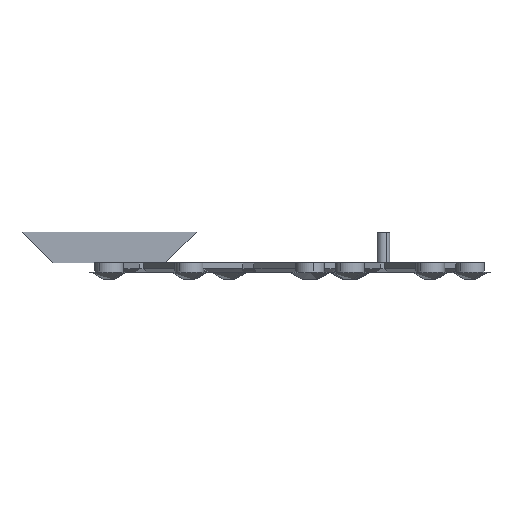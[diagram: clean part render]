
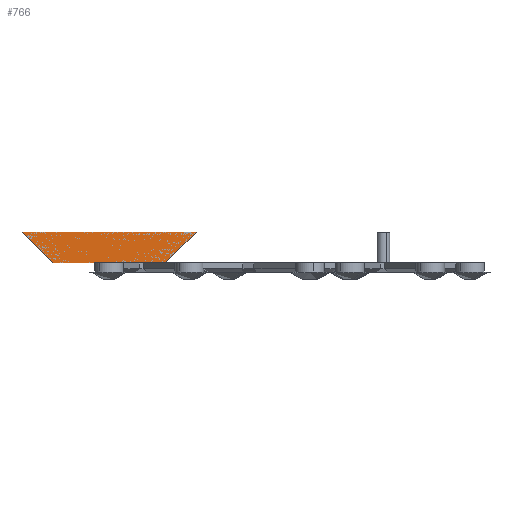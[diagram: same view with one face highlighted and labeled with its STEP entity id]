
A CAD part, front view. The second image highlights one B-rep face of the part: STEP entity #766.
In plain terms, the highlighted free-form (B-spline) face has degree [1, 2] with [2, 5] control points.
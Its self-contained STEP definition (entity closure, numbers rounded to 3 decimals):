
#766=ADVANCED_FACE('',(#1047),#4444,.T.);
#1047=FACE_OUTER_BOUND('',#1328,.T.);
#1328=EDGE_LOOP('',(#1611,#1612,#1613,#1614));
#1611=ORIENTED_EDGE('',*,*,#2979,.T.);
#1612=ORIENTED_EDGE('',*,*,#2975,.T.);
#1613=ORIENTED_EDGE('',*,*,#2980,.T.);
#1614=ORIENTED_EDGE('',*,*,#2977,.T.);
#2975=EDGE_CURVE('',#3821,#3822,#4609,.T.);
#2977=EDGE_CURVE('',#3823,#3824,#4611,.T.);
#2979=EDGE_CURVE('',#3824,#3821,#4613,.T.);
#2980=EDGE_CURVE('',#3822,#3823,#4614,.T.);
#3821=VERTEX_POINT('',#5227);
#3822=VERTEX_POINT('',#5228);
#3823=VERTEX_POINT('',#5229);
#3824=VERTEX_POINT('',#5230);
#4444=(
BOUNDED_SURFACE()
B_SPLINE_SURFACE(1,2,((#5207,#5208,#5209,#5210,#5211),(#5212,#5213,#5214,
#5215,#5216)),.UNSPECIFIED.,.F.,.F.,.F.)
B_SPLINE_SURFACE_WITH_KNOTS((2,2),(3,2,3),(113.844,174.948),
(0.,213.751,427.501),.UNSPECIFIED.)
GEOMETRIC_REPRESENTATION_ITEM()
RATIONAL_B_SPLINE_SURFACE(((1.,0.707,1.,0.707,1.),
(1.,0.707,1.,0.707,1.)))
REPRESENTATION_ITEM('')
SURFACE()
);
#4609=(
BOUNDED_CURVE()
B_SPLINE_CURVE(2,(#5163,#5164,#5165,#5166,#5167),.UNSPECIFIED.,.F.,.F.)
B_SPLINE_CURVE_WITH_KNOTS((3,2,3),(0.,247.414,494.828),
.UNSPECIFIED.)
CURVE()
GEOMETRIC_REPRESENTATION_ITEM()
RATIONAL_B_SPLINE_CURVE((1.,0.707,1.,0.707,1.))
REPRESENTATION_ITEM('')
);
#4611=(
BOUNDED_CURVE()
B_SPLINE_CURVE(2,(#5173,#5174,#5175,#5176,#5177),.UNSPECIFIED.,.F.,.F.)
B_SPLINE_CURVE_WITH_KNOTS((3,2,3),(0.,161.,322.),
.UNSPECIFIED.)
CURVE()
GEOMETRIC_REPRESENTATION_ITEM()
RATIONAL_B_SPLINE_CURVE((1.,0.707,1.,0.707,1.))
REPRESENTATION_ITEM('')
);
#4613=(
BOUNDED_CURVE()
B_SPLINE_CURVE(1,(#5183,#5184),.UNSPECIFIED.,.F.,.F.)
B_SPLINE_CURVE_WITH_KNOTS((2,2),(113.844,174.948),.UNSPECIFIED.)
CURVE()
GEOMETRIC_REPRESENTATION_ITEM()
RATIONAL_B_SPLINE_CURVE((1.,1.))
REPRESENTATION_ITEM('')
);
#4614=(
BOUNDED_CURVE()
B_SPLINE_CURVE(1,(#5185,#5186),.UNSPECIFIED.,.F.,.F.)
B_SPLINE_CURVE_WITH_KNOTS((2,2),(-174.948,-113.844),.UNSPECIFIED.)
CURVE()
GEOMETRIC_REPRESENTATION_ITEM()
RATIONAL_B_SPLINE_CURVE((1.,1.))
REPRESENTATION_ITEM('')
);
#5163=CARTESIAN_POINT('',(123.7,1.342,0.));
#5164=CARTESIAN_POINT('',(125.042,-122.357,0.));
#5165=CARTESIAN_POINT('',(1.342,-123.7,0.));
#5166=CARTESIAN_POINT('',(-122.357,-125.042,0.));
#5167=CARTESIAN_POINT('',(-123.7,-1.342,0.));
#5173=CARTESIAN_POINT('',(-80.495,-0.874,-43.5));
#5174=CARTESIAN_POINT('',(-79.622,-81.369,-43.5));
#5175=CARTESIAN_POINT('',(0.874,-80.495,-43.5));
#5176=CARTESIAN_POINT('',(81.369,-79.622,-43.5));
#5177=CARTESIAN_POINT('',(80.495,0.874,-43.5));
#5183=CARTESIAN_POINT('',(80.495,0.874,-43.5));
#5184=CARTESIAN_POINT('',(123.7,1.342,0.));
#5185=CARTESIAN_POINT('',(-123.7,-1.342,0.));
#5186=CARTESIAN_POINT('',(-80.495,-0.874,-43.5));
#5207=CARTESIAN_POINT('',(80.495,0.874,-43.5));
#5208=CARTESIAN_POINT('',(81.369,-79.622,-43.5));
#5209=CARTESIAN_POINT('',(0.874,-80.495,-43.5));
#5210=CARTESIAN_POINT('',(-79.622,-81.369,-43.5));
#5211=CARTESIAN_POINT('',(-80.495,-0.874,-43.5));
#5212=CARTESIAN_POINT('',(123.7,1.342,0.));
#5213=CARTESIAN_POINT('',(125.042,-122.357,0.));
#5214=CARTESIAN_POINT('',(1.342,-123.7,0.));
#5215=CARTESIAN_POINT('',(-122.357,-125.042,0.));
#5216=CARTESIAN_POINT('',(-123.7,-1.342,0.));
#5227=CARTESIAN_POINT('',(123.7,1.342,0.));
#5228=CARTESIAN_POINT('',(-123.7,-1.342,0.));
#5229=CARTESIAN_POINT('',(-80.495,-0.874,-43.5));
#5230=CARTESIAN_POINT('',(80.495,0.874,-43.5));
